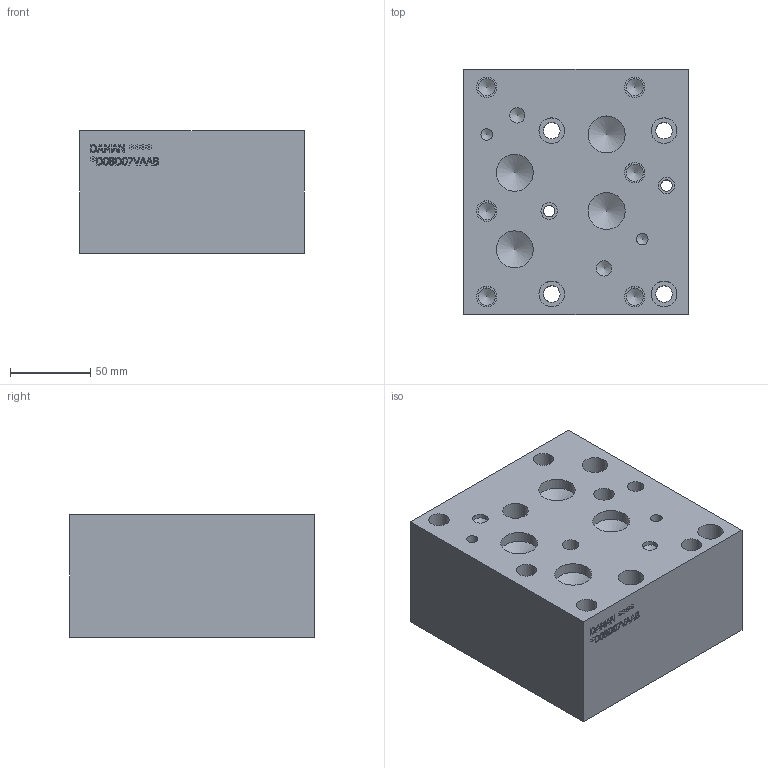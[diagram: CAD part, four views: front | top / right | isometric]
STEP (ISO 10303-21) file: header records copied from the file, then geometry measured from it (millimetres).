
FILE_DESCRIPTION(/* description */ (''),/* implementation_level */ '2;1');
FILE_NAME(/* name */ '_D08D07VAAB.stp',/* time_stamp */ '2021-12-29T13:34:16-05:00',/* author */ ('jrf'),/* organization */ (''),/* preprocessor_version */ 'ST-DEVELOPER v18.1',/* originating_system */ 'Autodesk Inventor 2022',/* authorisation */ '');
FILE_SCHEMA (('AUTOMOTIVE_DESIGN { 1 0 10303 214 3 1 1 }'));
Length unit declared in the file: millimetre
Products named in the file (1): Part_AD08D07VAAB.C12336R1_3D
Bounding box: 139.7 x 152.4 x 76.2 mm (x, y, z)
Volume: 1531282.3 mm3; surface area: 113644.1 mm2
Topology: 1 solids, 1 shells, 417 faces, 1073 edges, 708 vertices
Faces by surface type: plane 256, bspline 81, cylinder 52, cone 28
Full cylindrical faces by diameter (mm): 3.175 x2, 6.35 x2, 7.137 x4, 9.525 x2, 10.312 x6, 10.719 x6, 11.125 x2, 12.7 x6, 15.875 x4, 17.475 x4, 23.012 x4, 25.4 x4
Entity records: 13335 total; most frequent: CARTESIAN_POINT 3362, ORIENTED_EDGE 2102, DIRECTION 1659, EDGE_CURVE 1051, LINE 773, VECTOR 773, VERTEX_POINT 708, EDGE_LOOP 501
